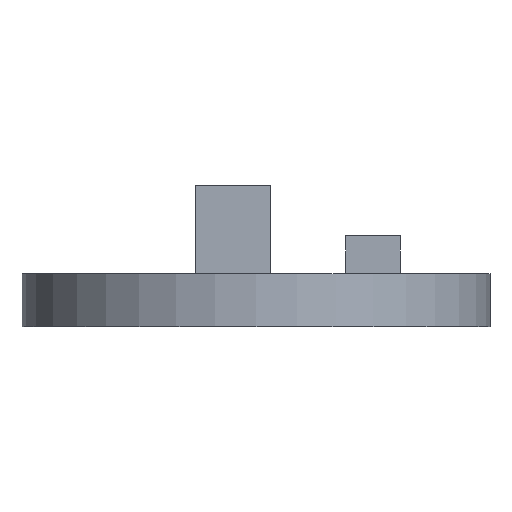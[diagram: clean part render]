
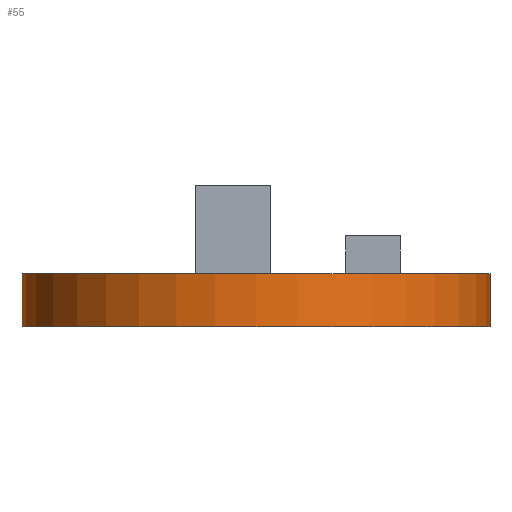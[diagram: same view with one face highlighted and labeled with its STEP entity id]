
A CAD part, left-side view. The second image highlights one B-rep face of the part: STEP entity #55.
In plain terms, the highlighted cylindrical face has radius 18.5 mm (diameter 37 mm), a partial arc.
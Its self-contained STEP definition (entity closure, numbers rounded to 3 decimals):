
#55=ADVANCED_FACE('',(#93),#681,.T.);
#93=FACE_OUTER_BOUND('',#135,.T.);
#135=EDGE_LOOP('',(#348,#349,#350,#351));
#348=ORIENTED_EDGE('',*,*,#458,.T.);
#349=ORIENTED_EDGE('',*,*,#353,.T.);
#350=ORIENTED_EDGE('',*,*,#459,.F.);
#351=ORIENTED_EDGE('',*,*,#457,.F.);
#353=EDGE_CURVE('',#572,#573,#562,.T.);
#457=EDGE_CURVE('',#642,#643,#563,.T.);
#458=EDGE_CURVE('',#642,#572,#566,.T.);
#459=EDGE_CURVE('',#643,#573,#567,.T.);
#562=(
BOUNDED_CURVE()
B_SPLINE_CURVE(1,(#977,#978,#979),.UNSPECIFIED.,.F.,.F.)
B_SPLINE_CURVE_WITH_KNOTS((2,1,2),(0.,1.5,4.22),
 .UNSPECIFIED.)
CURVE()
GEOMETRIC_REPRESENTATION_ITEM()
RATIONAL_B_SPLINE_CURVE((1.,1.,1.))
REPRESENTATION_ITEM('')
);
#563=(
BOUNDED_CURVE()
B_SPLINE_CURVE(1,(#1187,#1188,#1189),.UNSPECIFIED.,.F.,.F.)
B_SPLINE_CURVE_WITH_KNOTS((2,1,2),(0.,1.5,4.22),
 .UNSPECIFIED.)
CURVE()
GEOMETRIC_REPRESENTATION_ITEM()
RATIONAL_B_SPLINE_CURVE((1.,1.,1.))
REPRESENTATION_ITEM('')
);
#566=TRIMMED_CURVE($,#570,(#1191),(#1192),.T.,.CARTESIAN.);
#567=TRIMMED_CURVE($,#571,(#1194),(#1195),.T.,.CARTESIAN.);
#570=CIRCLE('',#810,18.5);
#571=CIRCLE('',#811,18.5);
#572=VERTEX_POINT('',#902);
#573=VERTEX_POINT('',#903);
#642=VERTEX_POINT('',#972);
#643=VERTEX_POINT('',#973);
#681=CYLINDRICAL_SURFACE('',#807,18.5);
#807=AXIS2_PLACEMENT_3D('',#901,#852,$);
#810=AXIS2_PLACEMENT_3D($,#1190,#857,#858);
#811=AXIS2_PLACEMENT_3D($,#1193,#859,#860);
#852=DIRECTION('',(0.,0.,1.));
#857=DIRECTION('',(0.,0.,1.));
#858=DIRECTION('',(0.,1.,0.));
#859=DIRECTION('',(0.,0.,1.));
#860=DIRECTION('',(0.,1.,0.));
#901=CARTESIAN_POINT('',(-0.633,438.596,-27.893));
#902=CARTESIAN_POINT('',(-0.633,420.096,-30.003));
#903=CARTESIAN_POINT('',(-0.633,420.096,-25.783));
#972=CARTESIAN_POINT('',(-0.633,457.096,-30.003));
#973=CARTESIAN_POINT('',(-0.633,457.096,-25.783));
#977=CARTESIAN_POINT('',(-0.633,420.096,-30.003));
#978=CARTESIAN_POINT('',(-0.633,420.096,-28.503));
#979=CARTESIAN_POINT('',(-0.633,420.096,-25.783));
#1187=CARTESIAN_POINT('',(-0.633,457.096,-30.003));
#1188=CARTESIAN_POINT('',(-0.633,457.096,-28.503));
#1189=CARTESIAN_POINT('',(-0.633,457.096,-25.783));
#1190=CARTESIAN_POINT('',(-0.633,438.596,-30.003));
#1191=CARTESIAN_POINT('',(-0.633,457.096,-30.003));
#1192=CARTESIAN_POINT('',(-0.633,420.096,-30.003));
#1193=CARTESIAN_POINT('',(-0.633,438.596,-25.783));
#1194=CARTESIAN_POINT('',(-0.633,457.096,-25.783));
#1195=CARTESIAN_POINT('',(-0.633,420.096,-25.783));
